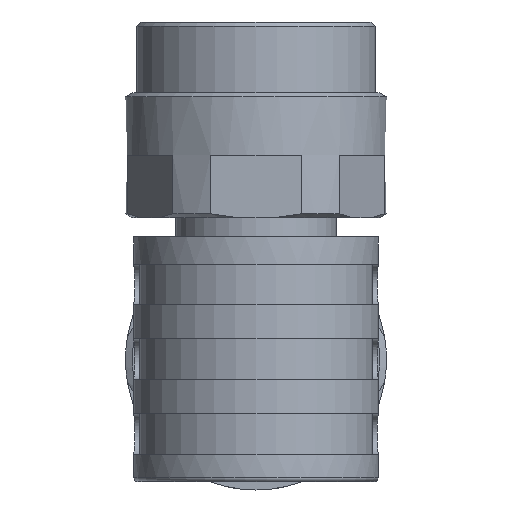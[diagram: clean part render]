
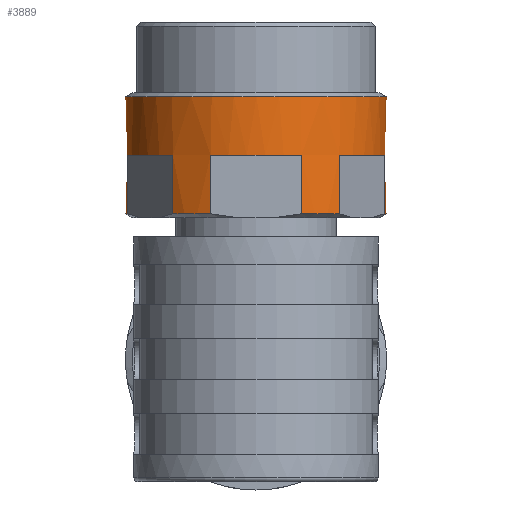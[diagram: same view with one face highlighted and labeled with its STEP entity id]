
A CAD part, left-side view. The second image highlights one B-rep face of the part: STEP entity #3889.
In plain terms, the highlighted cylindrical face has radius 4.8 mm (diameter 9.6 mm), a full revolution.
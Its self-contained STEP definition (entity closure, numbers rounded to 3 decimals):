
#293=LINE($,#5776,#508);
#294=LINE($,#5780,#509);
#295=LINE($,#5784,#510);
#296=LINE($,#5788,#511);
#297=LINE($,#5792,#512);
#298=LINE($,#5796,#513);
#299=LINE($,#5800,#514);
#300=LINE($,#5804,#515);
#301=LINE($,#5808,#516);
#302=LINE($,#5812,#517);
#303=LINE($,#5816,#518);
#304=LINE($,#5820,#519);
#508=VECTOR($,#4618,2.15);
#509=VECTOR($,#4621,2.15);
#510=VECTOR($,#4624,2.15);
#511=VECTOR($,#4627,2.15);
#512=VECTOR($,#4630,2.15);
#513=VECTOR($,#4633,2.15);
#514=VECTOR($,#4636,2.15);
#515=VECTOR($,#4639,2.15);
#516=VECTOR($,#4642,2.15);
#517=VECTOR($,#4645,2.15);
#518=VECTOR($,#4648,2.15);
#519=VECTOR($,#4651,2.15);
#724=FACE_BOUND($,#1056,.T.);
#811=FACE_OUTER_BOUND($,#1055,.T.);
#1055=EDGE_LOOP($,(#2492));
#1056=EDGE_LOOP($,(#2493,#2494,#2495,#2496,#2497,#2498,#2499,#2500,#2501,
#2502,#2503,#2504,#2505,#2506,#2507,#2508,#2509,#2510,#2511,#2512,#2513,
#2514,#2515,#2516));
#1385=CIRCLE($,#4139,4.8);
#1386=CIRCLE($,#4140,4.8);
#1387=CIRCLE($,#4141,4.8);
#1388=CIRCLE($,#4142,4.8);
#1389=CIRCLE($,#4143,4.8);
#1390=CIRCLE($,#4144,4.8);
#1391=CIRCLE($,#4145,4.8);
#1392=CIRCLE($,#4146,4.8);
#1393=CIRCLE($,#4147,4.8);
#1394=CIRCLE($,#4148,4.8);
#1395=CIRCLE($,#4149,4.8);
#1396=CIRCLE($,#4150,4.8);
#1397=CIRCLE($,#4151,4.8);
#1585=VERTEX_POINT($,#5772);
#1586=VERTEX_POINT($,#5774);
#1587=VERTEX_POINT($,#5775);
#1588=VERTEX_POINT($,#5777);
#1589=VERTEX_POINT($,#5779);
#1590=VERTEX_POINT($,#5781);
#1591=VERTEX_POINT($,#5783);
#1592=VERTEX_POINT($,#5785);
#1593=VERTEX_POINT($,#5787);
#1594=VERTEX_POINT($,#5789);
#1595=VERTEX_POINT($,#5791);
#1596=VERTEX_POINT($,#5793);
#1597=VERTEX_POINT($,#5795);
#1598=VERTEX_POINT($,#5797);
#1599=VERTEX_POINT($,#5799);
#1600=VERTEX_POINT($,#5801);
#1601=VERTEX_POINT($,#5803);
#1602=VERTEX_POINT($,#5805);
#1603=VERTEX_POINT($,#5807);
#1604=VERTEX_POINT($,#5809);
#1605=VERTEX_POINT($,#5811);
#1606=VERTEX_POINT($,#5813);
#1607=VERTEX_POINT($,#5815);
#1608=VERTEX_POINT($,#5817);
#1609=VERTEX_POINT($,#5819);
#1960=EDGE_CURVE($,#1585,#1585,#1385,.T.);
#1961=EDGE_CURVE($,#1586,#1587,#293,.T.);
#1962=EDGE_CURVE($,#1586,#1588,#1386,.T.);
#1963=EDGE_CURVE($,#1589,#1588,#294,.T.);
#1964=EDGE_CURVE($,#1589,#1590,#1387,.T.);
#1965=EDGE_CURVE($,#1591,#1590,#295,.T.);
#1966=EDGE_CURVE($,#1591,#1592,#1388,.T.);
#1967=EDGE_CURVE($,#1593,#1592,#296,.T.);
#1968=EDGE_CURVE($,#1593,#1594,#1389,.T.);
#1969=EDGE_CURVE($,#1595,#1594,#297,.T.);
#1970=EDGE_CURVE($,#1595,#1596,#1390,.T.);
#1971=EDGE_CURVE($,#1597,#1596,#298,.T.);
#1972=EDGE_CURVE($,#1597,#1598,#1391,.T.);
#1973=EDGE_CURVE($,#1599,#1598,#299,.T.);
#1974=EDGE_CURVE($,#1599,#1600,#1392,.T.);
#1975=EDGE_CURVE($,#1601,#1600,#300,.T.);
#1976=EDGE_CURVE($,#1601,#1602,#1393,.T.);
#1977=EDGE_CURVE($,#1603,#1602,#301,.T.);
#1978=EDGE_CURVE($,#1603,#1604,#1394,.T.);
#1979=EDGE_CURVE($,#1605,#1604,#302,.T.);
#1980=EDGE_CURVE($,#1605,#1606,#1395,.T.);
#1981=EDGE_CURVE($,#1607,#1606,#303,.T.);
#1982=EDGE_CURVE($,#1607,#1608,#1396,.T.);
#1983=EDGE_CURVE($,#1609,#1608,#304,.T.);
#1984=EDGE_CURVE($,#1609,#1587,#1397,.T.);
#2492=ORIENTED_EDGE($,*,*,#1960,.T.);
#2493=ORIENTED_EDGE($,*,*,#1961,.F.);
#2494=ORIENTED_EDGE($,*,*,#1962,.T.);
#2495=ORIENTED_EDGE($,*,*,#1963,.F.);
#2496=ORIENTED_EDGE($,*,*,#1964,.T.);
#2497=ORIENTED_EDGE($,*,*,#1965,.F.);
#2498=ORIENTED_EDGE($,*,*,#1966,.T.);
#2499=ORIENTED_EDGE($,*,*,#1967,.F.);
#2500=ORIENTED_EDGE($,*,*,#1968,.T.);
#2501=ORIENTED_EDGE($,*,*,#1969,.F.);
#2502=ORIENTED_EDGE($,*,*,#1970,.T.);
#2503=ORIENTED_EDGE($,*,*,#1971,.F.);
#2504=ORIENTED_EDGE($,*,*,#1972,.T.);
#2505=ORIENTED_EDGE($,*,*,#1973,.F.);
#2506=ORIENTED_EDGE($,*,*,#1974,.T.);
#2507=ORIENTED_EDGE($,*,*,#1975,.F.);
#2508=ORIENTED_EDGE($,*,*,#1976,.T.);
#2509=ORIENTED_EDGE($,*,*,#1977,.F.);
#2510=ORIENTED_EDGE($,*,*,#1978,.T.);
#2511=ORIENTED_EDGE($,*,*,#1979,.F.);
#2512=ORIENTED_EDGE($,*,*,#1980,.T.);
#2513=ORIENTED_EDGE($,*,*,#1981,.F.);
#2514=ORIENTED_EDGE($,*,*,#1982,.T.);
#2515=ORIENTED_EDGE($,*,*,#1983,.F.);
#2516=ORIENTED_EDGE($,*,*,#1984,.T.);
#3552=CYLINDRICAL_SURFACE($,#4138,4.8);
#3889=ADVANCED_FACE($,(#811,#724),#3552,.T.);
#4138=AXIS2_PLACEMENT_3D($,#5771,#4614,#4615);
#4139=AXIS2_PLACEMENT_3D($,#5773,#4616,#4617);
#4140=AXIS2_PLACEMENT_3D($,#5778,#4619,#4620);
#4141=AXIS2_PLACEMENT_3D($,#5782,#4622,#4623);
#4142=AXIS2_PLACEMENT_3D($,#5786,#4625,#4626);
#4143=AXIS2_PLACEMENT_3D($,#5790,#4628,#4629);
#4144=AXIS2_PLACEMENT_3D($,#5794,#4631,#4632);
#4145=AXIS2_PLACEMENT_3D($,#5798,#4634,#4635);
#4146=AXIS2_PLACEMENT_3D($,#5802,#4637,#4638);
#4147=AXIS2_PLACEMENT_3D($,#5806,#4640,#4641);
#4148=AXIS2_PLACEMENT_3D($,#5810,#4643,#4644);
#4149=AXIS2_PLACEMENT_3D($,#5814,#4646,#4647);
#4150=AXIS2_PLACEMENT_3D($,#5818,#4649,#4650);
#4151=AXIS2_PLACEMENT_3D($,#5821,#4652,#4653);
#4614=DIRECTION('center_axis',(0.,0.,1.));
#4615=DIRECTION('ref_axis',(0.,-1.,0.));
#4616=DIRECTION('center_axis',(0.,0.,-1.));
#4617=DIRECTION('ref_axis',(0.,1.,0.));
#4618=DIRECTION($,(0.,0.,1.));
#4619=DIRECTION('center_axis',(0.,0.,1.));
#4620=DIRECTION('ref_axis',(0.,1.,0.));
#4621=DIRECTION($,(0.,0.,-1.));
#4622=DIRECTION('center_axis',(0.,0.,1.));
#4623=DIRECTION('ref_axis',(0.,1.,0.));
#4624=DIRECTION($,(0.,0.,1.));
#4625=DIRECTION('center_axis',(0.,0.,1.));
#4626=DIRECTION('ref_axis',(0.,1.,0.));
#4627=DIRECTION($,(0.,0.,-1.));
#4628=DIRECTION('center_axis',(0.,0.,1.));
#4629=DIRECTION('ref_axis',(0.,1.,0.));
#4630=DIRECTION($,(0.,0.,1.));
#4631=DIRECTION('center_axis',(0.,0.,1.));
#4632=DIRECTION('ref_axis',(0.,1.,0.));
#4633=DIRECTION($,(0.,0.,-1.));
#4634=DIRECTION('center_axis',(0.,0.,1.));
#4635=DIRECTION('ref_axis',(0.,1.,0.));
#4636=DIRECTION($,(0.,0.,1.));
#4637=DIRECTION('center_axis',(0.,0.,1.));
#4638=DIRECTION('ref_axis',(0.,1.,0.));
#4639=DIRECTION($,(0.,0.,-1.));
#4640=DIRECTION('center_axis',(0.,0.,1.));
#4641=DIRECTION('ref_axis',(0.,1.,0.));
#4642=DIRECTION($,(0.,0.,1.));
#4643=DIRECTION('center_axis',(0.,0.,1.));
#4644=DIRECTION('ref_axis',(0.,1.,0.));
#4645=DIRECTION($,(0.,0.,-1.));
#4646=DIRECTION('center_axis',(0.,0.,1.));
#4647=DIRECTION('ref_axis',(0.,1.,0.));
#4648=DIRECTION($,(0.,0.,1.));
#4649=DIRECTION('center_axis',(0.,0.,1.));
#4650=DIRECTION('ref_axis',(0.,1.,0.));
#4651=DIRECTION($,(0.,0.,-1.));
#4652=DIRECTION('center_axis',(0.,0.,1.));
#4653=DIRECTION('ref_axis',(0.,1.,0.));
#5771=CARTESIAN_POINT('Origin',(54.5,50.,37.2));
#5772=CARTESIAN_POINT('',(54.5,54.8,9.65));
#5773=CARTESIAN_POINT('Origin',(54.5,50.,9.65));
#5774=CARTESIAN_POINT('',(50.803,53.062,5.35));
#5775=CARTESIAN_POINT('',(50.803,53.062,7.5));
#5776=CARTESIAN_POINT($,(50.803,53.062,37.2));
#5777=CARTESIAN_POINT('',(50.,51.67,5.35));
#5778=CARTESIAN_POINT('Origin',(54.5,50.,5.35));
#5779=CARTESIAN_POINT('',(50.,51.67,7.5));
#5780=CARTESIAN_POINT($,(50.,51.67,37.2));
#5781=CARTESIAN_POINT('',(50.,48.33,7.5));
#5782=CARTESIAN_POINT('Origin',(54.5,50.,7.5));
#5783=CARTESIAN_POINT('',(50.,48.33,5.35));
#5784=CARTESIAN_POINT($,(50.,48.33,37.2));
#5785=CARTESIAN_POINT('',(50.803,46.938,5.35));
#5786=CARTESIAN_POINT('Origin',(54.5,50.,5.35));
#5787=CARTESIAN_POINT('',(50.803,46.938,7.5));
#5788=CARTESIAN_POINT($,(50.803,46.938,37.2));
#5789=CARTESIAN_POINT('',(53.697,45.268,7.5));
#5790=CARTESIAN_POINT('Origin',(54.5,50.,7.5));
#5791=CARTESIAN_POINT('',(53.697,45.268,5.35));
#5792=CARTESIAN_POINT($,(53.697,45.268,37.2));
#5793=CARTESIAN_POINT('',(55.303,45.268,5.35));
#5794=CARTESIAN_POINT('Origin',(54.5,50.,5.35));
#5795=CARTESIAN_POINT('',(55.303,45.268,7.5));
#5796=CARTESIAN_POINT($,(55.303,45.268,37.2));
#5797=CARTESIAN_POINT('',(58.197,46.938,7.5));
#5798=CARTESIAN_POINT('Origin',(54.5,50.,7.5));
#5799=CARTESIAN_POINT('',(58.197,46.938,5.35));
#5800=CARTESIAN_POINT($,(58.197,46.938,37.2));
#5801=CARTESIAN_POINT('',(59.,48.33,5.35));
#5802=CARTESIAN_POINT('Origin',(54.5,50.,5.35));
#5803=CARTESIAN_POINT('',(59.,48.33,7.5));
#5804=CARTESIAN_POINT($,(59.,48.33,37.2));
#5805=CARTESIAN_POINT('',(59.,51.67,7.5));
#5806=CARTESIAN_POINT('Origin',(54.5,50.,7.5));
#5807=CARTESIAN_POINT('',(59.,51.67,5.35));
#5808=CARTESIAN_POINT($,(59.,51.67,37.2));
#5809=CARTESIAN_POINT('',(58.197,53.062,5.35));
#5810=CARTESIAN_POINT('Origin',(54.5,50.,5.35));
#5811=CARTESIAN_POINT('',(58.197,53.062,7.5));
#5812=CARTESIAN_POINT($,(58.197,53.062,37.2));
#5813=CARTESIAN_POINT('',(55.303,54.732,7.5));
#5814=CARTESIAN_POINT('Origin',(54.5,50.,7.5));
#5815=CARTESIAN_POINT('',(55.303,54.732,5.35));
#5816=CARTESIAN_POINT($,(55.303,54.732,37.2));
#5817=CARTESIAN_POINT('',(53.697,54.732,5.35));
#5818=CARTESIAN_POINT('Origin',(54.5,50.,5.35));
#5819=CARTESIAN_POINT('',(53.697,54.732,7.5));
#5820=CARTESIAN_POINT($,(53.697,54.732,37.2));
#5821=CARTESIAN_POINT('Origin',(54.5,50.,7.5));
